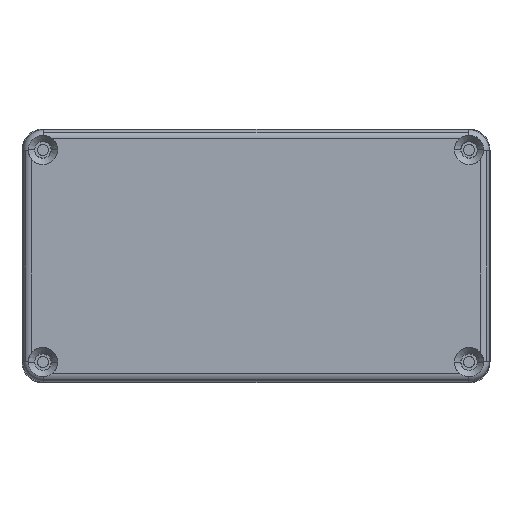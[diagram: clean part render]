
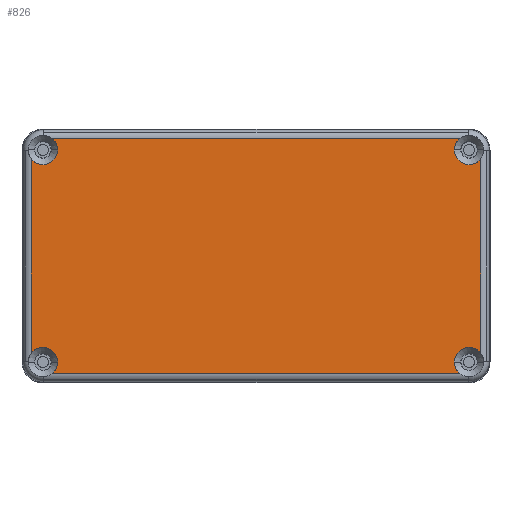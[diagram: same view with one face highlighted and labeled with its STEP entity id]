
A CAD part, top view. The second image highlights one B-rep face of the part: STEP entity #826.
In plain terms, the highlighted face is planar.
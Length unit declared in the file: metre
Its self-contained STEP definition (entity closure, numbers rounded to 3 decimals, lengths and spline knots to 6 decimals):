
#826=ADVANCED_FACE('0:2948',(#1632),#1633,.F.);
#1632=FACE_OUTER_BOUND('',#8056,.T.);
#1633=PLANE('',#8057);
#8056=EDGE_LOOP('',(#10270,#10271,#10272,#10273,#10274,#10275,#10276,#10277,#10278,#10279,#10280,#10281));
#8057=AXIS2_PLACEMENT_3D('',#10282,#10283,#10284);
#10270=ORIENTED_EDGE('',*,*,#10807,.F.);
#10271=ORIENTED_EDGE('',*,*,#10986,.T.);
#10272=ORIENTED_EDGE('',*,*,#10813,.T.);
#10273=ORIENTED_EDGE('',*,*,#10717,.F.);
#10274=ORIENTED_EDGE('',*,*,#11177,.T.);
#10275=ORIENTED_EDGE('',*,*,#10734,.T.);
#10276=ORIENTED_EDGE('',*,*,#10740,.F.);
#10277=ORIENTED_EDGE('',*,*,#10769,.T.);
#10278=ORIENTED_EDGE('',*,*,#11115,.T.);
#10279=ORIENTED_EDGE('',*,*,#10776,.F.);
#10280=ORIENTED_EDGE('',*,*,#10800,.T.);
#10281=ORIENTED_EDGE('',*,*,#11006,.T.);
#10282=CARTESIAN_POINT('',(0.0,0.0,-0.003));
#10283=DIRECTION('',(0.0,0.0,1.0));
#10284=DIRECTION('',(1.0,0.0,0.0));
#10717=EDGE_CURVE('0:3670',#11803,#11805,#11806,.T.);
#10734=EDGE_CURVE('',#11835,#11833,#11836,.F.);
#10740=EDGE_CURVE('0:3667',#11844,#11833,#11846,.T.);
#10769=EDGE_CURVE('0:3637',#11844,#11893,#11895,.F.);
#10776=EDGE_CURVE('0:3700',#11905,#11907,#11908,.T.);
#10800=EDGE_CURVE('0:3619',#11905,#11946,#11948,.F.);
#10807=EDGE_CURVE('0:3691',#11958,#11960,#11961,.T.);
#10813=EDGE_CURVE('',#11970,#11805,#11971,.F.);
#10986=EDGE_CURVE('0:3631',#11958,#11970,#12223,.F.);
#11006=EDGE_CURVE('',#11946,#11960,#12247,.F.);
#11115=EDGE_CURVE('',#11893,#11907,#12404,.F.);
#11177=EDGE_CURVE('0:3601',#11803,#11835,#12474,.F.);
#11803=VERTEX_POINT('',#13371);
#11805=VERTEX_POINT('',#13379);
#11806=LINE('',#13380,#13381);
#11833=VERTEX_POINT('',#13431);
#11835=VERTEX_POINT('',#13439);
#11836=CIRCLE('',#13440,0.0035);
#11844=VERTEX_POINT('',#13450);
#11846=LINE('',#13458,#13459);
#11893=VERTEX_POINT('',#13516);
#11895=CIRCLE('',#13519,0.0035);
#11905=VERTEX_POINT('',#13543);
#11907=VERTEX_POINT('',#13551);
#11908=LINE('',#13552,#13553);
#11946=VERTEX_POINT('',#13605);
#11948=CIRCLE('',#13608,0.0035);
#11958=VERTEX_POINT('',#13632);
#11960=VERTEX_POINT('',#13640);
#11961=LINE('',#13641,#13642);
#11970=VERTEX_POINT('',#13670);
#11971=CIRCLE('',#13671,0.0035);
#12223=CIRCLE('',#13986,0.0035);
#12247=CIRCLE('',#14038,0.0035);
#12404=CIRCLE('',#14249,0.0035);
#12474=CIRCLE('',#14349,0.0035);
#13371=CARTESIAN_POINT('',(-0.044079,0.043094,-0.003));
#13379=CARTESIAN_POINT('',(-0.044079,-0.003158,-0.003));
#13380=CARTESIAN_POINT('',(-0.044079,0.012122,-0.003));
#13381=VECTOR('',#14971,0.024244);
#13431=CARTESIAN_POINT('',(-0.039108,0.047951,-0.003));
#13439=CARTESIAN_POINT('',(-0.0378,0.045222,-0.003));
#13440=AXIS2_PLACEMENT_3D('',#14992,#14993,#14994);
#13450=CARTESIAN_POINT('',(0.057953,0.047951,-0.003));
#13458=CARTESIAN_POINT('',(0.039108,0.047951,-0.003));
#13459=VECTOR('',#15000,0.078217);
#13516=CARTESIAN_POINT('',(0.056645,0.045222,-0.003));
#13519=AXIS2_PLACEMENT_3D('',#15045,#15046,#15047);
#13543=CARTESIAN_POINT('',(0.062923,-0.003158,-0.003));
#13551=CARTESIAN_POINT('',(0.062923,0.043094,-0.003));
#13552=CARTESIAN_POINT('',(0.062923,-0.012122,-0.003));
#13553=VECTOR('',#15053,0.024244);
#13605=CARTESIAN_POINT('',(0.056645,-0.005286,-0.003));
#13608=AXIS2_PLACEMENT_3D('',#15087,#15088,#15089);
#13632=CARTESIAN_POINT('',(-0.039108,-0.008015,-0.003));
#13640=CARTESIAN_POINT('',(0.057953,-0.008015,-0.003));
#13641=CARTESIAN_POINT('',(-0.039108,-0.008015,-0.003));
#13642=VECTOR('',#15095,0.078217);
#13670=CARTESIAN_POINT('',(-0.0378,-0.005286,-0.003));
#13671=AXIS2_PLACEMENT_3D('',#15100,#15101,#15102);
#13986=AXIS2_PLACEMENT_3D('',#15355,#15356,#15357);
#14038=AXIS2_PLACEMENT_3D('',#15383,#15384,#15385);
#14249=AXIS2_PLACEMENT_3D('',#15545,#15546,#15547);
#14349=AXIS2_PLACEMENT_3D('',#15617,#15618,#15619);
#14971=DIRECTION('',(0.0,-1.0,0.0));
#14992=CARTESIAN_POINT('',(-0.0413,0.045222,-0.003));
#14993=DIRECTION('',(-0.0,0.0,-1.0));
#14994=DIRECTION('',(-1.0,0.0,0.0));
#15000=DIRECTION('',(-1.0,0.0,0.0));
#15045=CARTESIAN_POINT('',(0.060145,0.045222,-0.003));
#15046=DIRECTION('',(-0.0,0.0,-1.0));
#15047=DIRECTION('',(-1.0,0.0,0.0));
#15053=DIRECTION('',(0.0,1.0,0.0));
#15087=CARTESIAN_POINT('',(0.060145,-0.005286,-0.003));
#15088=DIRECTION('',(-0.0,0.0,-1.0));
#15089=DIRECTION('',(-1.0,0.0,0.0));
#15095=DIRECTION('',(1.0,0.0,0.0));
#15100=CARTESIAN_POINT('',(-0.0413,-0.005286,-0.003));
#15101=DIRECTION('',(-0.0,0.0,-1.0));
#15102=DIRECTION('',(-1.0,0.0,0.0));
#15355=CARTESIAN_POINT('',(-0.0413,-0.005286,-0.003));
#15356=DIRECTION('',(-0.0,0.0,-1.0));
#15357=DIRECTION('',(-1.0,0.0,0.0));
#15383=CARTESIAN_POINT('',(0.060145,-0.005286,-0.003));
#15384=DIRECTION('',(-0.0,0.0,-1.0));
#15385=DIRECTION('',(-1.0,0.0,0.0));
#15545=CARTESIAN_POINT('',(0.060145,0.045222,-0.003));
#15546=DIRECTION('',(-0.0,0.0,-1.0));
#15547=DIRECTION('',(-1.0,0.0,0.0));
#15617=CARTESIAN_POINT('',(-0.0413,0.045222,-0.003));
#15618=DIRECTION('',(-0.0,0.0,-1.0));
#15619=DIRECTION('',(-1.0,0.0,0.0));
